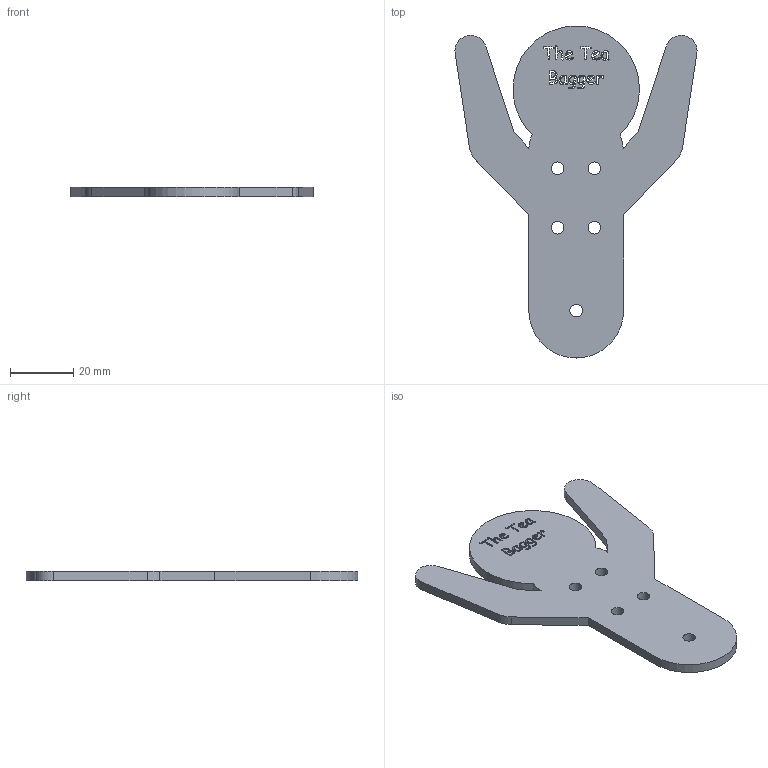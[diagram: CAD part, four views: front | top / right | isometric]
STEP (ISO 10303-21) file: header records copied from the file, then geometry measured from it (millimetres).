
FILE_DESCRIPTION(/* description */ (''),/* implementation_level */ '2;1');
FILE_NAME(/* name */ '7fdbd8c1-77e5-45c2-97dd-42b454d80cb4.stp',/* time_stamp */ '2024-07-31T10:04:18Z',/* author */ (''),/* organization */ (''),/* preprocessor_version */ 'ST-DEVELOPER v20',/* originating_system */ 'Autodesk Translation Framework v13.14.0.145',/* authorisation */ '');
FILE_SCHEMA (('AUTOMOTIVE_DESIGN { 1 0 10303 214 3 1 1 }'));
Length unit declared in the file: millimetre
Products named in the file (1): man body
Bounding box: 76.6 x 105 x 3 mm (x, y, z)
Volume: 13106.6 mm3; surface area: 10823.3 mm2
Topology: 10 solids, 10 shells, 387 faces, 1101 edges, 734 vertices
Faces by surface type: bspline 317, plane 57, cylinder 13
Full cylindrical faces by diameter (mm): 4 x5
Entity records: 15603 total; most frequent: CARTESIAN_POINT 7612, ORIENTED_EDGE 2202, EDGE_CURVE 1101, VERTEX_POINT 734, DIRECTION 635, B_SPLINE_CURVE_WITH_KNOTS 634, LINE 441, VECTOR 441
